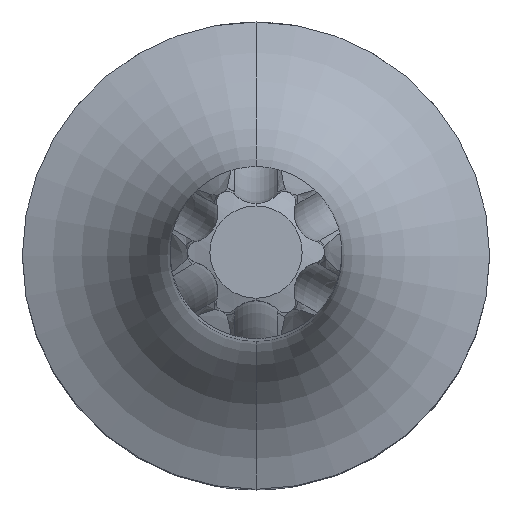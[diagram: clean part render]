
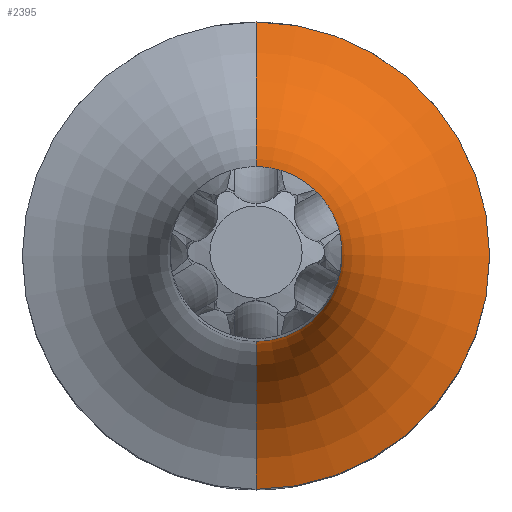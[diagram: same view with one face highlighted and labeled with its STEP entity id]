
A CAD part, top view. The second image highlights one B-rep face of the part: STEP entity #2395.
In plain terms, the highlighted toroidal (fillet/blend) face has major radius 11.475 mm and minor radius 8 mm.
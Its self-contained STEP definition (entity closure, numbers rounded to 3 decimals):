
#559=CARTESIAN_POINT('',(0.,11.475,24.739));
#560=DIRECTION('',(-1.,0.,0.));
#561=DIRECTION('',(0.,-0.253,-0.967));
#562=AXIS2_PLACEMENT_3D('',#559,#560,#561);
#564=CARTESIAN_POINT('',(0.,0.,17.));
#565=DIRECTION('',(0.,0.,-1.));
#566=DIRECTION('',(0.,1.,0.));
#567=AXIS2_PLACEMENT_3D('',#564,#565,#566);
#569=CARTESIAN_POINT('',(0.,-11.475,24.739));
#570=DIRECTION('',(1.,0.,0.));
#571=DIRECTION('',(0.,0.253,-0.967));
#572=AXIS2_PLACEMENT_3D('',#569,#570,#571);
#574=CARTESIAN_POINT('',(0.,0.,24.739));
#575=DIRECTION('',(0.,0.,1.));
#576=DIRECTION('',(0.,-1.,0.));
#577=AXIS2_PLACEMENT_3D('',#574,#575,#576);
#1828=CARTESIAN_POINT('',(0.,9.45,17.));
#1829=CARTESIAN_POINT('',(0.,-9.45,17.));
#1830=VERTEX_POINT('',#1828);
#1831=VERTEX_POINT('',#1829);
#1840=CARTESIAN_POINT('',(0.,3.475,24.739));
#1841=CARTESIAN_POINT('',(0.,-3.475,24.739));
#1842=VERTEX_POINT('',#1840);
#1843=VERTEX_POINT('',#1841);
#2381=CARTESIAN_POINT('',(0.,0.,24.739));
#2382=DIRECTION('',(0.,0.,1.));
#2383=DIRECTION('',(0.,1.,0.));
#2384=AXIS2_PLACEMENT_3D('',#2381,#2382,#2383);
#2385=TOROIDAL_SURFACE('',#2384,11.475,8.);
#2387=ORIENTED_EDGE('',*,*,#2386,.T.);
#2389=ORIENTED_EDGE('',*,*,#2388,.F.);
#2390=ORIENTED_EDGE('',*,*,#1977,.T.);
#2392=ORIENTED_EDGE('',*,*,#2391,.T.);
#2393=EDGE_LOOP('',(#2387,#2389,#2390,#2392));
#2394=FACE_OUTER_BOUND('',#2393,.F.);
#2395=ADVANCED_FACE('',(#2394),#2385,.F.);
#563=CIRCLE('',#562,8.);
#568=CIRCLE('',#567,9.45);
#573=CIRCLE('',#572,8.);
#578=CIRCLE('',#577,3.475);
#1977=EDGE_CURVE('',#1830,#1831,#568,.T.);
#2386=EDGE_CURVE('',#1843,#1842,#578,.T.);
#2388=EDGE_CURVE('',#1830,#1842,#563,.T.);
#2391=EDGE_CURVE('',#1831,#1843,#573,.T.);
